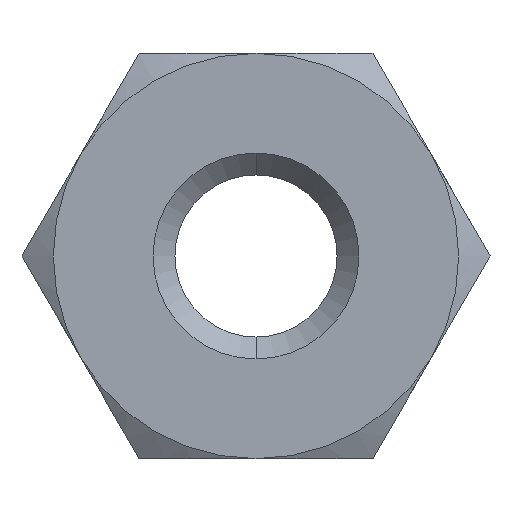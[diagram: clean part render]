
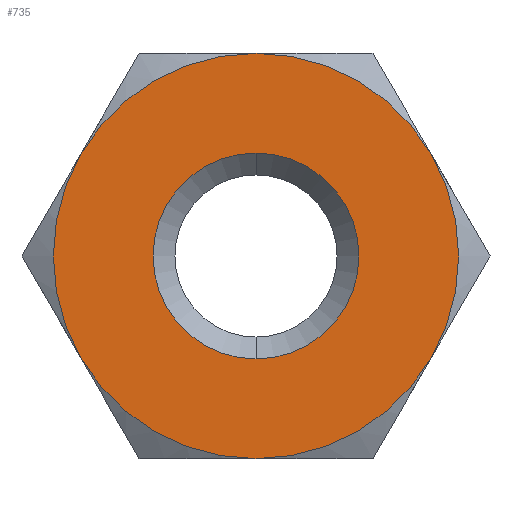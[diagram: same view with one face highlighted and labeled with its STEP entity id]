
A CAD part, left-side view. The second image highlights one B-rep face of the part: STEP entity #735.
In plain terms, the highlighted planar face has unit normal (-1, 0, 0).
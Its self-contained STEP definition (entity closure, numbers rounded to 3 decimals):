
#8 = ORIENTED_EDGE ( 'NONE', *, *, #645, .T. ) ;
#16 = DIRECTION ( 'NONE',  ( 0., 0., -1. ) ) ;
#43 = AXIS2_PLACEMENT_3D ( 'NONE', #289, #598, #548 ) ;
#44 = EDGE_LOOP ( 'NONE', ( #8, #299 ) ) ;
#69 = CIRCLE ( 'NONE', #112, 2.5 ) ;
#76 = AXIS2_PLACEMENT_3D ( 'NONE', #454, #138, #388 ) ;
#78 = AXIS2_PLACEMENT_3D ( 'NONE', #659, #217, #606 ) ;
#89 = ORIENTED_EDGE ( 'NONE', *, *, #550, .F. ) ;
#102 = DIRECTION ( 'NONE',  ( 0., 0., -1. ) ) ;
#112 = AXIS2_PLACEMENT_3D ( 'NONE', #306, #377, #631 ) ;
#124 = VERTEX_POINT ( 'NONE', #652 ) ;
#132 = AXIS2_PLACEMENT_3D ( 'NONE', #367, #486, #546 ) ;
#133 = VERTEX_POINT ( 'NONE', #549 ) ;
#138 = DIRECTION ( 'NONE',  ( 1., 0., 0. ) ) ;
#158 = EDGE_CURVE ( 'NONE', #175, #216, #632, .T. ) ;
#167 = FACE_BOUND ( 'NONE', #44, .T. ) ;
#175 = VERTEX_POINT ( 'NONE', #612 ) ;
#196 = VERTEX_POINT ( 'NONE', #755 ) ;
#215 = AXIS2_PLACEMENT_3D ( 'NONE', #494, #762, #692 ) ;
#216 = VERTEX_POINT ( 'NONE', #495 ) ;
#217 = DIRECTION ( 'NONE',  ( 1., 0., 0. ) ) ;
#222 = CARTESIAN_POINT ( 'NONE',  ( 0., -2.165, 1.25 ) ) ;
#245 = DIRECTION ( 'NONE',  ( 0., 0., -1. ) ) ;
#282 = CARTESIAN_POINT ( 'NONE',  ( 0., 0., 0. ) ) ;
#289 = CARTESIAN_POINT ( 'NONE',  ( 0., 0., 0. ) ) ;
#299 = ORIENTED_EDGE ( 'NONE', *, *, #158, .T. ) ;
#306 = CARTESIAN_POINT ( 'NONE',  ( 0., 0., 0. ) ) ;
#336 = CIRCLE ( 'NONE', #584, 2.5 ) ;
#353 = PLANE ( 'NONE',  #215 ) ;
#367 = CARTESIAN_POINT ( 'NONE',  ( 0., 0., 0. ) ) ;
#377 = DIRECTION ( 'NONE',  ( 1., 0., 0. ) ) ;
#387 = AXIS2_PLACEMENT_3D ( 'NONE', #682, #502, #245 ) ;
#388 = DIRECTION ( 'NONE',  ( 0., 0., -1. ) ) ;
#394 = CIRCLE ( 'NONE', #76, 2.5 ) ;
#396 = CIRCLE ( 'NONE', #43, 2.5 ) ;
#402 = EDGE_CURVE ( 'NONE', #133, #497, #394, .T. ) ;
#424 = AXIS2_PLACEMENT_3D ( 'NONE', #282, #482, #102 ) ;
#451 = VERTEX_POINT ( 'NONE', #694 ) ;
#454 = CARTESIAN_POINT ( 'NONE',  ( 0., 0., 0. ) ) ;
#482 = DIRECTION ( 'NONE',  ( 1., 0., 0. ) ) ;
#486 = DIRECTION ( 'NONE',  ( 1., 0., 0. ) ) ;
#494 = CARTESIAN_POINT ( 'NONE',  ( 0., 2.5, 0. ) ) ;
#495 = CARTESIAN_POINT ( 'NONE',  ( 0., 0., 1.27 ) ) ;
#497 = VERTEX_POINT ( 'NONE', #773 ) ;
#502 = DIRECTION ( 'NONE',  ( 1., 0., 0. ) ) ;
#534 = EDGE_LOOP ( 'NONE', ( #793, #768, #811, #772, #627, #89 ) ) ;
#546 = DIRECTION ( 'NONE',  ( 0., 0., -1. ) ) ;
#548 = DIRECTION ( 'NONE',  ( 0., 0., -1. ) ) ;
#549 = CARTESIAN_POINT ( 'NONE',  ( 0., 0., -2.5 ) ) ;
#550 = EDGE_CURVE ( 'NONE', #497, #196, #336, .T. ) ;
#584 = AXIS2_PLACEMENT_3D ( 'NONE', #642, #717, #16 ) ;
#598 = DIRECTION ( 'NONE',  ( 1., 0., 0. ) ) ;
#606 = DIRECTION ( 'NONE',  ( 0., 0., -1. ) ) ;
#612 = CARTESIAN_POINT ( 'NONE',  ( 0., 0., -1.27 ) ) ;
#627 = ORIENTED_EDGE ( 'NONE', *, *, #786, .F. ) ;
#631 = DIRECTION ( 'NONE',  ( 0., 0., -1. ) ) ;
#632 = CIRCLE ( 'NONE', #132, 1.27 ) ;
#642 = CARTESIAN_POINT ( 'NONE',  ( 0., 0., 0. ) ) ;
#645 = EDGE_CURVE ( 'NONE', #216, #175, #799, .T. ) ;
#652 = CARTESIAN_POINT ( 'NONE',  ( 0., -2.165, -1.25 ) ) ;
#659 = CARTESIAN_POINT ( 'NONE',  ( 0., 0., 0. ) ) ;
#678 = FACE_OUTER_BOUND ( 'NONE', #534, .T. ) ;
#682 = CARTESIAN_POINT ( 'NONE',  ( 0., 0., 0. ) ) ;
#684 = CIRCLE ( 'NONE', #387, 2.5 ) ;
#692 = DIRECTION ( 'NONE',  ( 0., 0., 1. ) ) ;
#694 = CARTESIAN_POINT ( 'NONE',  ( 0., 0., 2.5 ) ) ;
#698 = VERTEX_POINT ( 'NONE', #222 ) ;
#701 = EDGE_CURVE ( 'NONE', #451, #698, #396, .T. ) ;
#706 = EDGE_CURVE ( 'NONE', #698, #124, #782, .T. ) ;
#717 = DIRECTION ( 'NONE',  ( 1., 0., 0. ) ) ;
#735 = ADVANCED_FACE ( 'PLANAR_0', ( #167, #678 ), #353, .T. ) ;
#755 = CARTESIAN_POINT ( 'NONE',  ( 0., 2.165, 1.25 ) ) ;
#762 = DIRECTION ( 'NONE',  ( -1., 0., 0. ) ) ;
#768 = ORIENTED_EDGE ( 'NONE', *, *, #791, .F. ) ;
#772 = ORIENTED_EDGE ( 'NONE', *, *, #701, .F. ) ;
#773 = CARTESIAN_POINT ( 'NONE',  ( 0., 2.165, -1.25 ) ) ;
#782 = CIRCLE ( 'NONE', #424, 2.5 ) ;
#786 = EDGE_CURVE ( 'NONE', #196, #451, #69, .T. ) ;
#791 = EDGE_CURVE ( 'NONE', #124, #133, #684, .T. ) ;
#793 = ORIENTED_EDGE ( 'NONE', *, *, #402, .F. ) ;
#799 = CIRCLE ( 'NONE', #78, 1.27 ) ;
#811 = ORIENTED_EDGE ( 'NONE', *, *, #706, .F. ) ;
